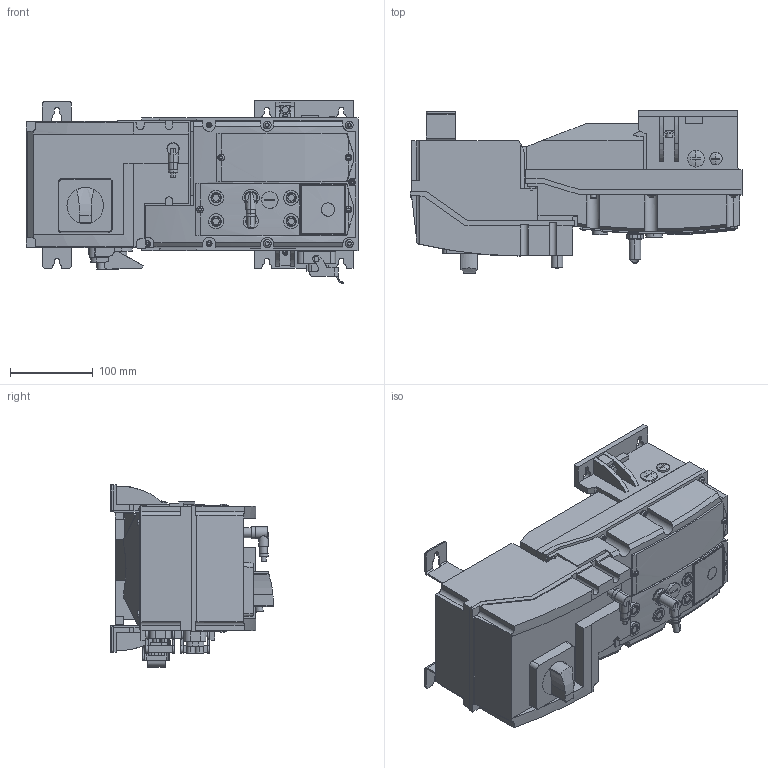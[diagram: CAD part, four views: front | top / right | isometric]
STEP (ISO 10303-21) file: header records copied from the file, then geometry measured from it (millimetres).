
FILE_DESCRIPTION(('STEP AP214'),'1');
FILE_NAME('cctmp_FC0B4FA8-F5D0-4E01-994F-BE5AD93E263F_2024_04_10_16_20_08_0028_12764..stp','2024-04-10T14:20:08',('Lenze SE'),('CADClick - www.CADClick.com'),'Spatial InterOp 3D',' ','unknown authorization');
FILE_SCHEMA(('AUTOMOTIVE_DESIGN'));
Length unit declared in the file: millimetre
Products named in the file (1): 2024_04_10_16_20_07_0977
Bounding box: 400.3 x 196 x 220.45 mm (x, y, z)
Volume: 7654846.8 mm3; surface area: 415848 mm2
Topology: 1 solids, 2 shells, 1217 faces, 3288 edges, 2172 vertices
Faces by surface type: plane 725, cylinder 450, cone 28, torus 14
Entity records: 51252 total; most frequent: CARTESIAN_POINT 10145, ORIENTED_EDGE 6576, DIRECTION 6562, EDGE_CURVE 3288, AXIS2_PLACEMENT_3D 2213, VERTEX_POINT 2172, LINE 2136, VECTOR 2136
